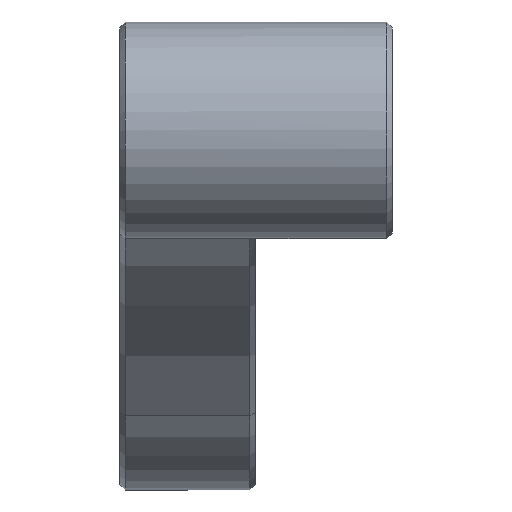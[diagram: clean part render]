
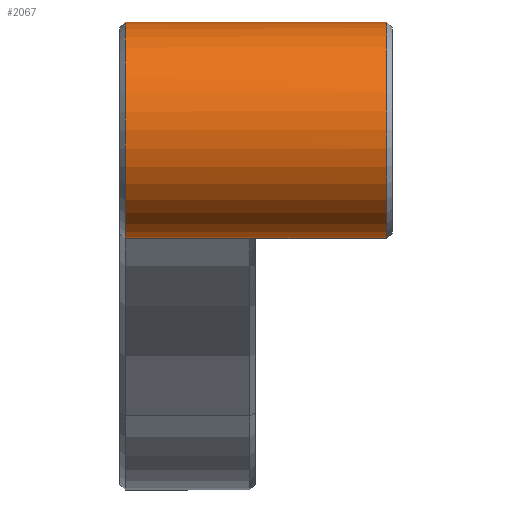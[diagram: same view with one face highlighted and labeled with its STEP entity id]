
A CAD part, left-side view. The second image highlights one B-rep face of the part: STEP entity #2067.
In plain terms, the highlighted cylindrical face has radius 9.5 mm (diameter 19 mm), a full revolution.
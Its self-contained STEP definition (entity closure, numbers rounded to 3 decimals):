
#19=ELLIPSE('',#2220,13.435,9.5);
#133=FACE_OUTER_BOUND('',#253,.T.);
#253=EDGE_LOOP('',(#1552,#1553,#1554,#1555,#1556,#1557,#1558,#1559,#1560,
#1561,#1562,#1563));
#324=CIRCLE('',#2215,9.5);
#325=CIRCLE('',#2216,9.5);
#326=CIRCLE('',#2218,9.5);
#327=CIRCLE('',#2219,9.5);
#477=B_SPLINE_CURVE_WITH_KNOTS('',3,(#4906,#4907,#4908,#4909,#4910,#4911),
 .UNSPECIFIED.,.F.,.F.,(4,2,4),(1.481,1.519,1.626),
 .UNSPECIFIED.);
#577=LINE('',#4904,#703);
#578=LINE('',#4917,#704);
#579=LINE('',#4918,#705);
#580=LINE('',#4920,#706);
#581=LINE('',#4921,#707);
#703=VECTOR('',#2550,10.);
#704=VECTOR('',#2555,10.);
#705=VECTOR('',#2556,9.5);
#706=VECTOR('',#2557,10.);
#707=VECTOR('',#2558,10.);
#902=VERTEX_POINT('',#4894);
#903=VERTEX_POINT('',#4896);
#904=VERTEX_POINT('',#4900);
#905=VERTEX_POINT('',#4901);
#906=VERTEX_POINT('',#4903);
#907=VERTEX_POINT('',#4905);
#908=VERTEX_POINT('',#4912);
#909=VERTEX_POINT('',#4914);
#910=VERTEX_POINT('',#4916);
#911=VERTEX_POINT('',#4919);
#1166=EDGE_CURVE('',#902,#903,#324,.T.);
#1167=EDGE_CURVE('',#903,#902,#325,.T.);
#1168=EDGE_CURVE('',#904,#905,#326,.T.);
#1169=EDGE_CURVE('',#906,#904,#577,.T.);
#1170=EDGE_CURVE('',#907,#906,#477,.T.);
#1171=EDGE_CURVE('',#908,#907,#327,.T.);
#1172=EDGE_CURVE('',#909,#908,#19,.F.);
#1173=EDGE_CURVE('',#909,#910,#578,.T.);
#1174=EDGE_CURVE('',#910,#903,#579,.T.);
#1175=EDGE_CURVE('',#911,#910,#580,.T.);
#1176=EDGE_CURVE('',#911,#905,#581,.T.);
#1552=ORIENTED_EDGE('',*,*,#1168,.F.);
#1553=ORIENTED_EDGE('',*,*,#1169,.F.);
#1554=ORIENTED_EDGE('',*,*,#1170,.F.);
#1555=ORIENTED_EDGE('',*,*,#1171,.F.);
#1556=ORIENTED_EDGE('',*,*,#1172,.F.);
#1557=ORIENTED_EDGE('',*,*,#1173,.T.);
#1558=ORIENTED_EDGE('',*,*,#1174,.T.);
#1559=ORIENTED_EDGE('',*,*,#1166,.F.);
#1560=ORIENTED_EDGE('',*,*,#1167,.F.);
#1561=ORIENTED_EDGE('',*,*,#1174,.F.);
#1562=ORIENTED_EDGE('',*,*,#1175,.F.);
#1563=ORIENTED_EDGE('',*,*,#1176,.T.);
#1987=CYLINDRICAL_SURFACE('',#2217,9.5);
#2067=ADVANCED_FACE('',(#133),#1987,.T.);
#2215=AXIS2_PLACEMENT_3D('',#4897,#2542,#2543);
#2216=AXIS2_PLACEMENT_3D('',#4898,#2544,#2545);
#2217=AXIS2_PLACEMENT_3D('',#4899,#2546,#2547);
#2218=AXIS2_PLACEMENT_3D('',#4902,#2548,#2549);
#2219=AXIS2_PLACEMENT_3D('',#4913,#2551,#2552);
#2220=AXIS2_PLACEMENT_3D('',#4915,#2553,#2554);
#2542=DIRECTION('center_axis',(0.,-1.,0.));
#2543=DIRECTION('ref_axis',(0.006,0.,1.));
#2544=DIRECTION('center_axis',(0.,-1.,0.));
#2545=DIRECTION('ref_axis',(0.006,0.,1.));
#2546=DIRECTION('center_axis',(0.,1.,0.));
#2547=DIRECTION('ref_axis',(-0.006,0.,-1.));
#2548=DIRECTION('center_axis',(0.,1.,0.));
#2549=DIRECTION('ref_axis',(-0.006,0.,-1.));
#2550=DIRECTION('',(0.,1.,0.));
#2551=DIRECTION('center_axis',(0.,1.,0.));
#2552=DIRECTION('ref_axis',(0.,0.,-1.));
#2553=DIRECTION('center_axis',(0.,-0.707,0.707));
#2554=DIRECTION('ref_axis',(0.,-0.707,-0.707));
#2555=DIRECTION('',(0.,-1.,0.));
#2556=DIRECTION('',(0.,-1.,0.));
#2557=DIRECTION('',(1.,0.,0.));
#2558=DIRECTION('',(0.,1.,0.));
#4894=CARTESIAN_POINT('',(-0.058,-11.5,-9.5));
#4896=CARTESIAN_POINT('',(0.058,-11.5,9.5));
#4897=CARTESIAN_POINT('Origin',(0.,-11.5,0.));
#4898=CARTESIAN_POINT('Origin',(0.,-11.5,0.));
#4899=CARTESIAN_POINT('Origin',(0.,0.,0.));
#4900=CARTESIAN_POINT('',(-0.058,11.4,-9.5));
#4901=CARTESIAN_POINT('',(-0.058,11.4,9.5));
#4902=CARTESIAN_POINT('Origin',(0.,11.4,0.));
#4903=CARTESIAN_POINT('',(-0.058,0.5,-9.5));
#4904=CARTESIAN_POINT('',(-0.058,0.,-9.5));
#4905=CARTESIAN_POINT('',(1.381,0.,-9.399));
#4906=CARTESIAN_POINT('Ctrl Pts',(1.381,0.,
-9.399));
#4907=CARTESIAN_POINT('Ctrl Pts',(1.258,0.054,-9.417));
#4908=CARTESIAN_POINT('Ctrl Pts',(1.134,0.105,-9.433));
#4909=CARTESIAN_POINT('Ctrl Pts',(0.66,0.29,-9.484));
#4910=CARTESIAN_POINT('Ctrl Pts',(0.302,0.407,-9.502));
#4911=CARTESIAN_POINT('Ctrl Pts',(-0.058,0.5,
-9.5));
#4912=CARTESIAN_POINT('',(3.042,0.,9.));
#4913=CARTESIAN_POINT('Origin',(0.,0.,0.));
#4914=CARTESIAN_POINT('',(0.058,0.5,9.5));
#4915=CARTESIAN_POINT('Origin',(0.,-9.,0.));
#4916=CARTESIAN_POINT('',(0.058,0.,9.5));
#4917=CARTESIAN_POINT('',(0.058,0.,9.5));
#4918=CARTESIAN_POINT('',(0.058,0.,9.5));
#4919=CARTESIAN_POINT('',(-0.058,0.,9.5));
#4920=CARTESIAN_POINT('',(-0.058,0.,9.5));
#4921=CARTESIAN_POINT('',(-0.058,0.,9.5));
